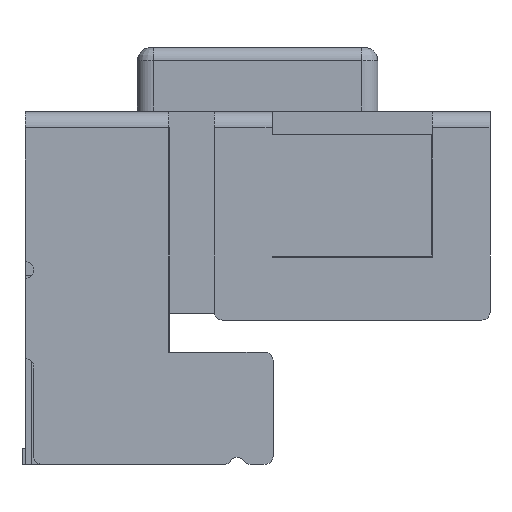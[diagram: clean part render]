
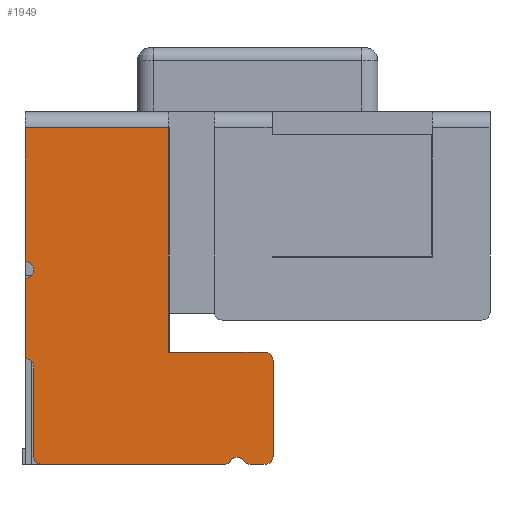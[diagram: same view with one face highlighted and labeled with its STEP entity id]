
A CAD part, left-side view. The second image highlights one B-rep face of the part: STEP entity #1949.
In plain terms, the highlighted planar face has unit normal (-1, 0, 0).
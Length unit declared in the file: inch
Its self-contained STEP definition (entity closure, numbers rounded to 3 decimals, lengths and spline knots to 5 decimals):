
#1758=CARTESIAN_POINT('',(-0.09449,0.05303,-0.05984));
#1759=VERTEX_POINT('',#1758);
#1766=CARTESIAN_POINT('',(-0.09449,0.055,-0.05787));
#1767=VERTEX_POINT('',#1766);
#1768=CARTESIAN_POINT('',(-0.09449,0.05303,-0.05787));
#1769=DIRECTION('',(1.0,0.0,0.0));
#1770=DIRECTION('',(0.0,0.707,-0.707));
#1771=AXIS2_PLACEMENT_3D('',#1768,#1769,#1770);
#1772=CIRCLE('',#1771,0.00197);
#1773=EDGE_CURVE('',#1759,#1767,#1772,.T.);
#1790=CARTESIAN_POINT('',(-0.09449,0.05502,-0.03622));
#1791=VERTEX_POINT('',#1790);
#1792=CARTESIAN_POINT('',(-0.09449,0.055,-0.05787));
#1793=DIRECTION('',(0.0,0.0,1.0));
#1794=VECTOR('',#1793,0.02165);
#1795=LINE('',#1792,#1794);
#1796=EDGE_CURVE('',#1767,#1791,#1795,.T.);
#1815=CARTESIAN_POINT('',(-0.09449,-0.00682,-0.06398));
#1816=DIRECTION('',(-1.0,0.0,0.0));
#1817=DIRECTION('',(0.0,0.0,1.0));
#1818=AXIS2_PLACEMENT_3D('',#1815,#1816,#1817);
#1819=PLANE('',#1818);
#1820=ORIENTED_EDGE('',*,*,#1796,.F.);
#1821=ORIENTED_EDGE('',*,*,#1773,.F.);
#1822=CARTESIAN_POINT('',(-0.09449,0.00823,-0.05984));
#1823=VERTEX_POINT('',#1822);
#1824=CARTESIAN_POINT('',(-0.09449,0.00823,-0.05984));
#1825=DIRECTION('',(0.0,1.0,0.0));
#1826=VECTOR('',#1825,0.0448);
#1827=LINE('',#1824,#1826);
#1828=EDGE_CURVE('',#1823,#1759,#1827,.T.);
#1829=ORIENTED_EDGE('',*,*,#1828,.F.);
#1830=CARTESIAN_POINT('',(-0.09449,0.00655,-0.05891));
#1831=VERTEX_POINT('',#1830);
#1832=CARTESIAN_POINT('',(-0.09449,0.00823,-0.05787));
#1833=DIRECTION('',(1.0,0.0,0.0));
#1834=DIRECTION('',(0.0,-0.487,-0.874));
#1835=AXIS2_PLACEMENT_3D('',#1832,#1833,#1834);
#1836=CIRCLE('',#1835,0.00197);
#1837=EDGE_CURVE('',#1831,#1823,#1836,.T.);
#1838=ORIENTED_EDGE('',*,*,#1837,.F.);
#1839=CARTESIAN_POINT('',(-0.09449,0.00354,-0.05891));
#1840=VERTEX_POINT('',#1839);
#1841=CARTESIAN_POINT('',(-0.09449,0.00505,-0.05984));
#1842=DIRECTION('',(-1.0,0.0,0.0));
#1843=DIRECTION('',(0.0,-1.0,0.0));
#1844=AXIS2_PLACEMENT_3D('',#1841,#1842,#1843);
#1845=CIRCLE('',#1844,0.00177);
#1846=EDGE_CURVE('',#1840,#1831,#1845,.T.);
#1847=ORIENTED_EDGE('',*,*,#1846,.F.);
#1848=CARTESIAN_POINT('',(-0.09449,0.00187,-0.05984));
#1849=VERTEX_POINT('',#1848);
#1850=CARTESIAN_POINT('',(-0.09449,0.00187,-0.05787));
#1851=DIRECTION('',(1.0,0.0,0.0));
#1852=DIRECTION('',(0.0,0.487,-0.874));
#1853=AXIS2_PLACEMENT_3D('',#1850,#1851,#1852);
#1854=CIRCLE('',#1853,0.00197);
#1855=EDGE_CURVE('',#1849,#1840,#1854,.T.);
#1856=ORIENTED_EDGE('',*,*,#1855,.F.);
#1857=CARTESIAN_POINT('',(-0.09449,-0.00181,-0.05984));
#1858=VERTEX_POINT('',#1857);
#1859=CARTESIAN_POINT('',(-0.09449,-0.00181,-0.05984));
#1860=DIRECTION('',(0.0,1.0,0.0));
#1861=VECTOR('',#1860,0.00368);
#1862=LINE('',#1859,#1861);
#1863=EDGE_CURVE('',#1858,#1849,#1862,.T.);
#1864=ORIENTED_EDGE('',*,*,#1863,.F.);
#1865=CARTESIAN_POINT('',(-0.09449,-0.00378,-0.05787));
#1866=VERTEX_POINT('',#1865);
#1867=CARTESIAN_POINT('',(-0.09449,-0.00181,-0.05787));
#1868=DIRECTION('',(1.0,0.0,0.0));
#1869=DIRECTION('',(0.0,-0.707,-0.707));
#1870=AXIS2_PLACEMENT_3D('',#1867,#1868,#1869);
#1871=CIRCLE('',#1870,0.00197);
#1872=EDGE_CURVE('',#1866,#1858,#1871,.T.);
#1873=ORIENTED_EDGE('',*,*,#1872,.F.);
#1874=CARTESIAN_POINT('',(-0.09449,-0.00378,-0.03425));
#1875=VERTEX_POINT('',#1874);
#1876=CARTESIAN_POINT('',(-0.09449,-0.00378,-0.03425));
#1877=DIRECTION('',(0.0,0.0,-1.0));
#1878=VECTOR('',#1877,0.02362);
#1879=LINE('',#1876,#1878);
#1880=EDGE_CURVE('',#1875,#1866,#1879,.T.);
#1881=ORIENTED_EDGE('',*,*,#1880,.F.);
#1882=CARTESIAN_POINT('',(-0.09449,-0.00181,-0.03228));
#1883=VERTEX_POINT('',#1882);
#1884=CARTESIAN_POINT('',(-0.09449,-0.00181,-0.03425));
#1885=DIRECTION('',(1.0,0.0,0.0));
#1886=DIRECTION('',(0.0,-0.707,0.707));
#1887=AXIS2_PLACEMENT_3D('',#1884,#1885,#1886);
#1888=CIRCLE('',#1887,0.00197);
#1889=EDGE_CURVE('',#1883,#1875,#1888,.T.);
#1890=ORIENTED_EDGE('',*,*,#1889,.F.);
#1891=CARTESIAN_POINT('',(-0.09449,0.02181,-0.03228));
#1892=VERTEX_POINT('',#1891);
#1893=CARTESIAN_POINT('',(-0.09449,0.02181,-0.03228));
#1894=DIRECTION('',(0.0,-1.0,0.0));
#1895=VECTOR('',#1894,0.02362);
#1896=LINE('',#1893,#1895);
#1897=EDGE_CURVE('',#1892,#1883,#1896,.T.);
#1898=ORIENTED_EDGE('',*,*,#1897,.F.);
#1899=CARTESIAN_POINT('',(-0.09449,0.02181,0.02283));
#1900=VERTEX_POINT('',#1899);
#1901=CARTESIAN_POINT('',(-0.09449,0.02181,-0.03228));
#1902=DIRECTION('',(0.0,0.0,1.0));
#1903=VECTOR('',#1902,0.05512);
#1904=LINE('',#1901,#1903);
#1905=EDGE_CURVE('',#1892,#1900,#1904,.T.);
#1906=ORIENTED_EDGE('',*,*,#1905,.T.);
#1907=CARTESIAN_POINT('',(-0.09449,0.05709,0.02283));
#1908=VERTEX_POINT('',#1907);
#1909=CARTESIAN_POINT('',(-0.09449,0.05709,0.02283));
#1910=DIRECTION('',(0.0,-1.0,0.0));
#1911=VECTOR('',#1910,0.03528);
#1912=LINE('',#1909,#1911);
#1913=EDGE_CURVE('',#1908,#1900,#1912,.T.);
#1914=ORIENTED_EDGE('',*,*,#1913,.F.);
#1915=CARTESIAN_POINT('',(-0.09449,0.05709,-0.01004));
#1916=VERTEX_POINT('',#1915);
#1917=CARTESIAN_POINT('',(-0.09449,0.05709,-0.01004));
#1918=DIRECTION('',(0.0,0.0,1.0));
#1919=VECTOR('',#1918,0.03287);
#1920=LINE('',#1917,#1919);
#1921=EDGE_CURVE('',#1916,#1908,#1920,.T.);
#1922=ORIENTED_EDGE('',*,*,#1921,.F.);
#1923=CARTESIAN_POINT('',(-0.09449,0.05709,-0.01417));
#1924=VERTEX_POINT('',#1923);
#1925=CARTESIAN_POINT('',(-0.09449,0.05709,-0.01211));
#1926=DIRECTION('',(1.0,0.0,0.0));
#1927=DIRECTION('',(0.0,0.0,1.0));
#1928=AXIS2_PLACEMENT_3D('',#1925,#1926,#1927);
#1929=CIRCLE('',#1928,0.00207);
#1930=EDGE_CURVE('',#1916,#1924,#1929,.T.);
#1931=ORIENTED_EDGE('',*,*,#1930,.T.);
#1932=CARTESIAN_POINT('',(-0.09449,0.05709,-0.03386));
#1933=VERTEX_POINT('',#1932);
#1934=CARTESIAN_POINT('',(-0.09449,0.05709,-0.03386));
#1935=DIRECTION('',(0.0,0.0,1.0));
#1936=VECTOR('',#1935,0.01969);
#1937=LINE('',#1934,#1936);
#1938=EDGE_CURVE('',#1933,#1924,#1937,.T.);
#1939=ORIENTED_EDGE('',*,*,#1938,.F.);
#1940=CARTESIAN_POINT('',(-0.09449,0.05709,-0.03593));
#1941=DIRECTION('',(1.0,0.0,0.0));
#1942=DIRECTION('',(0.0,0.0,1.0));
#1943=AXIS2_PLACEMENT_3D('',#1940,#1941,#1942);
#1944=CIRCLE('',#1943,0.00207);
#1945=EDGE_CURVE('',#1933,#1791,#1944,.T.);
#1946=ORIENTED_EDGE('',*,*,#1945,.T.);
#1947=EDGE_LOOP('',(#1820,#1821,#1829,#1838,#1847,#1856,#1864,#1873,#1881,#1890,#1898,#1906,#1914,#1922,#1931,#1939,#1946));
#1948=FACE_OUTER_BOUND('',#1947,.T.);
#1949=ADVANCED_FACE('',(#1948),#1819,.T.);
